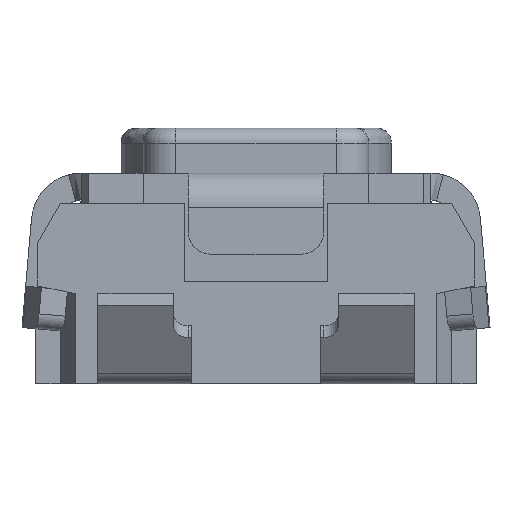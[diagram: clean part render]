
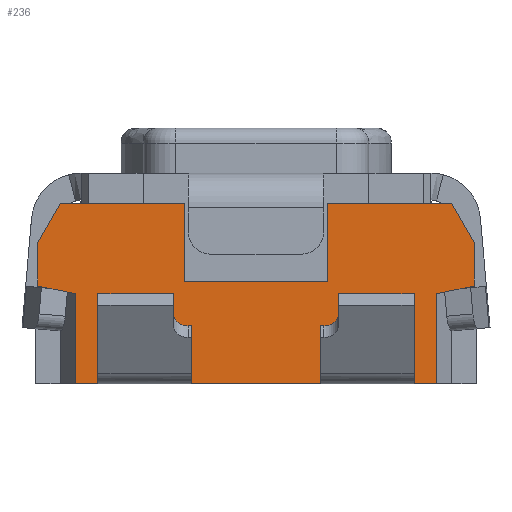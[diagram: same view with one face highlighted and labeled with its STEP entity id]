
A CAD part, left-side view. The second image highlights one B-rep face of the part: STEP entity #236.
In plain terms, the highlighted planar face has unit normal (-1, 0, 0).
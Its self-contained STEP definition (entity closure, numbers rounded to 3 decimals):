
#236=ADVANCED_FACE('NONE',(#722),#723,.F.);
#722=FACE_OUTER_BOUND('',#1309,.T.);
#723=PLANE('',#1310);
#1309=EDGE_LOOP('',(#3225,#3226,#3227,#3228,#3229,#3230,#3231,#3232,#3233,#3234,#3235,#3236,#3237,#3238,#3239,#3240,#3241,#3242,#3243,#3244,#3245,#3246));
#1310=AXIS2_PLACEMENT_3D('',#3247,#3248,#3249);
#3225=ORIENTED_EDGE('',*,*,#4548,.F.);
#3226=ORIENTED_EDGE('',*,*,#4546,.F.);
#3227=ORIENTED_EDGE('',*,*,#4544,.F.);
#3228=ORIENTED_EDGE('',*,*,#4542,.F.);
#3229=ORIENTED_EDGE('',*,*,#4547,.F.);
#3230=ORIENTED_EDGE('',*,*,#4540,.F.);
#3231=ORIENTED_EDGE('',*,*,#4538,.F.);
#3232=ORIENTED_EDGE('',*,*,#4532,.F.);
#3233=ORIENTED_EDGE('',*,*,#4657,.F.);
#3234=ORIENTED_EDGE('',*,*,#4681,.T.);
#3235=ORIENTED_EDGE('',*,*,#4667,.F.);
#3236=ORIENTED_EDGE('',*,*,#4682,.F.);
#3237=ORIENTED_EDGE('',*,*,#4683,.T.);
#3238=ORIENTED_EDGE('',*,*,#4684,.F.);
#3239=ORIENTED_EDGE('',*,*,#4679,.F.);
#3240=ORIENTED_EDGE('',*,*,#4530,.F.);
#3241=ORIENTED_EDGE('',*,*,#4525,.F.);
#3242=ORIENTED_EDGE('',*,*,#4522,.F.);
#3243=ORIENTED_EDGE('',*,*,#4549,.F.);
#3244=ORIENTED_EDGE('',*,*,#4519,.F.);
#3245=ORIENTED_EDGE('',*,*,#4517,.F.);
#3246=ORIENTED_EDGE('',*,*,#4553,.F.);
#3247=CARTESIAN_POINT('',(-3.209,-0.425,-1.7));
#3248=DIRECTION('',(1.0,0.0,0.0));
#3249=DIRECTION('',(0.0,1.0,0.0));
#4517=EDGE_CURVE('NONE',#5641,#5643,#5644,.T.);
#4519=EDGE_CURVE('NONE',#5643,#5408,#5646,.T.);
#4522=EDGE_CURVE('NONE',#5649,#5647,#5651,.T.);
#4525=EDGE_CURVE('NONE',#5647,#5655,#5656,.T.);
#4530=EDGE_CURVE('NONE',#5655,#5660,#5664,.T.);
#4532=EDGE_CURVE('NONE',#5666,#5668,#5669,.T.);
#4538=EDGE_CURVE('NONE',#5668,#5677,#5678,.T.);
#4540=EDGE_CURVE('NONE',#5677,#5680,#5681,.T.);
#4542=EDGE_CURVE('NONE',#5289,#5683,#5684,.T.);
#4544=EDGE_CURVE('NONE',#5683,#5686,#5687,.T.);
#4546=EDGE_CURVE('NONE',#5686,#5290,#5689,.T.);
#4547=EDGE_CURVE('NONE',#5680,#5289,#5690,.T.);
#4548=EDGE_CURVE('NONE',#5290,#5410,#5691,.T.);
#4549=EDGE_CURVE('NONE',#5408,#5649,#5692,.T.);
#4553=EDGE_CURVE('NONE',#5410,#5641,#5696,.T.);
#4657=EDGE_CURVE('NONE',#5853,#5666,#5855,.T.);
#4667=EDGE_CURVE('NONE',#5872,#5874,#5875,.T.);
#4679=EDGE_CURVE('NONE',#5660,#5893,#5894,.T.);
#4681=EDGE_CURVE('NONE',#5853,#5874,#5896,.T.);
#4682=EDGE_CURVE('NONE',#5897,#5872,#5898,.T.);
#4683=EDGE_CURVE('NONE',#5897,#5899,#5900,.T.);
#4684=EDGE_CURVE('NONE',#5893,#5899,#5901,.T.);
#5289=VERTEX_POINT('NONE',#6858);
#5290=VERTEX_POINT('NONE',#6859);
#5408=VERTEX_POINT('NONE',#7068);
#5410=VERTEX_POINT('NONE',#7076);
#5641=VERTEX_POINT('NONE',#7438);
#5643=VERTEX_POINT('NONE',#7440);
#5644=LINE('',#7441,#7442);
#5646=LINE('',#7450,#7451);
#5647=VERTEX_POINT('NONE',#7452);
#5649=VERTEX_POINT('NONE',#7455);
#5651=LINE('',#7458,#7459);
#5655=VERTEX_POINT('NONE',#7465);
#5656=LINE('',#7466,#7467);
#5660=VERTEX_POINT('NONE',#7473);
#5664=LINE('',#7479,#7480);
#5666=VERTEX_POINT('NONE',#7482);
#5668=VERTEX_POINT('NONE',#7485);
#5669=LINE('',#7486,#7487);
#5677=VERTEX_POINT('NONE',#7500);
#5678=LINE('',#7501,#7502);
#5680=VERTEX_POINT('NONE',#7505);
#5681=LINE('',#7506,#7507);
#5683=VERTEX_POINT('NONE',#7510);
#5684=LINE('',#7511,#7512);
#5686=VERTEX_POINT('NONE',#7520);
#5687=LINE('',#7521,#7522);
#5689=LINE('',#7524,#7525);
#5690=LINE('',#7526,#7527);
#5691=LINE('',#7528,#7529);
#5692=LINE('',#7530,#7531);
#5696=LINE('',#7538,#7539);
#5853=VERTEX_POINT('NONE',#7782);
#5855=LINE('',#7785,#7786);
#5872=VERTEX_POINT('NONE',#7809);
#5874=VERTEX_POINT('NONE',#7812);
#5875=LINE('',#7813,#7814);
#5893=VERTEX_POINT('NONE',#7841);
#5894=LINE('',#7842,#7843);
#5896=LINE('',#7846,#7847);
#5897=VERTEX_POINT('NONE',#7848);
#5898=LINE('',#7849,#7850);
#5899=VERTEX_POINT('NONE',#7851);
#5900=LINE('',#7852,#7853);
#5901=LINE('',#7854,#7855);
#6858=CARTESIAN_POINT('',(-3.209,-0.028,-1.7));
#6859=CARTESIAN_POINT('',(-3.209,0.595,-1.7));
#7068=CARTESIAN_POINT('',(-3.209,2.078,-1.7));
#7076=CARTESIAN_POINT('',(-3.209,1.455,-1.7));
#7438=CARTESIAN_POINT('',(-3.209,1.455,-1.541));
#7440=CARTESIAN_POINT('',(-3.209,2.078,-1.541));
#7441=CARTESIAN_POINT('',(-3.209,1.025,-1.541));
#7442=VECTOR('',#8976,1000.0);
#7450=CARTESIAN_POINT('',(-3.209,2.078,-1.1));
#7451=VECTOR('',#8977,1000.0);
#7452=CARTESIAN_POINT('',(-3.209,2.225,-1.1));
#7455=CARTESIAN_POINT('',(-3.209,2.225,-1.7));
#7458=CARTESIAN_POINT('',(-3.209,2.225,-1.1));
#7459=VECTOR('',#8980,1000.0);
#7465=CARTESIAN_POINT('',(-3.209,2.475,-1.05));
#7466=CARTESIAN_POINT('',(-3.209,2.475,-1.05));
#7467=VECTOR('',#8983,1000.0);
#7473=CARTESIAN_POINT('',(-3.209,2.475,-0.76));
#7479=CARTESIAN_POINT('',(-3.209,2.475,-1.1));
#7480=VECTOR('',#8988,1000.0);
#7482=CARTESIAN_POINT('',(-3.209,-0.425,-0.76));
#7485=CARTESIAN_POINT('',(-3.209,-0.425,-1.05));
#7486=CARTESIAN_POINT('',(-3.209,-0.425,-1.1));
#7487=VECTOR('',#8990,1000.0);
#7500=CARTESIAN_POINT('',(-3.209,-0.175,-1.1));
#7501=CARTESIAN_POINT('',(-3.209,-0.175,-1.1));
#7502=VECTOR('',#8996,1000.0);
#7505=CARTESIAN_POINT('',(-3.209,-0.175,-1.7));
#7506=CARTESIAN_POINT('',(-3.209,-0.175,-1.1));
#7507=VECTOR('',#8998,1000.0);
#7510=CARTESIAN_POINT('',(-3.209,-0.028,-1.541));
#7511=CARTESIAN_POINT('',(-3.209,-0.028,-1.1));
#7512=VECTOR('',#9000,1000.0);
#7520=CARTESIAN_POINT('',(-3.209,0.595,-1.541));
#7521=CARTESIAN_POINT('',(-3.209,1.025,-1.541));
#7522=VECTOR('',#9001,1000.0);
#7524=CARTESIAN_POINT('',(-3.209,0.595,-1.1));
#7525=VECTOR('',#9005,1000.0);
#7526=CARTESIAN_POINT('',(-3.209,1.025,-1.7));
#7527=VECTOR('',#9006,1000.0);
#7528=CARTESIAN_POINT('',(-3.209,1.025,-1.7));
#7529=VECTOR('',#9007,1000.0);
#7530=CARTESIAN_POINT('',(-3.209,1.025,-1.7));
#7531=VECTOR('',#9008,1000.0);
#7538=CARTESIAN_POINT('',(-3.209,1.455,-1.1));
#7539=VECTOR('',#9012,1000.0);
#7782=CARTESIAN_POINT('',(-3.209,-0.275,-0.5));
#7785=CARTESIAN_POINT('',(-3.209,-0.275,-0.5));
#7786=VECTOR('',#9148,1000.0);
#7809=CARTESIAN_POINT('',(-3.209,0.55,-1.02));
#7812=CARTESIAN_POINT('',(-3.209,0.55,-0.5));
#7813=CARTESIAN_POINT('',(-3.209,0.55,-1.1));
#7814=VECTOR('',#9162,1000.0);
#7841=CARTESIAN_POINT('',(-3.209,2.325,-0.5));
#7842=CARTESIAN_POINT('',(-3.209,2.475,-0.76));
#7843=VECTOR('',#9178,1000.0);
#7846=CARTESIAN_POINT('',(-3.209,0.138,-0.5));
#7847=VECTOR('',#9180,1000.0);
#7848=CARTESIAN_POINT('',(-3.209,1.5,-1.02));
#7849=CARTESIAN_POINT('',(-3.209,1.025,-1.02));
#7850=VECTOR('',#9181,1000.0);
#7851=CARTESIAN_POINT('',(-3.209,1.5,-0.5));
#7852=CARTESIAN_POINT('',(-3.209,1.5,-0.76));
#7853=VECTOR('',#9182,1000.0);
#7854=CARTESIAN_POINT('',(-3.209,1.913,-0.5));
#7855=VECTOR('',#9183,1000.0);
#8976=DIRECTION('',(0.0,1.0,0.0));
#8977=DIRECTION('',(-0.0,-0.0,-1.0));
#8980=DIRECTION('',(0.0,0.0,1.0));
#8983=DIRECTION('',(-0.0,0.981,0.196));
#8988=DIRECTION('',(0.0,0.0,1.0));
#8990=DIRECTION('',(-0.0,-0.0,-1.0));
#8996=DIRECTION('',(-0.0,0.981,-0.196));
#8998=DIRECTION('',(-0.0,-0.0,-1.0));
#9000=DIRECTION('',(0.0,0.0,1.0));
#9001=DIRECTION('',(0.0,1.0,0.0));
#9005=DIRECTION('',(-0.0,-0.0,-1.0));
#9006=DIRECTION('',(0.0,1.0,0.0));
#9007=DIRECTION('',(0.0,1.0,0.0));
#9008=DIRECTION('',(0.0,1.0,0.0));
#9012=DIRECTION('',(0.0,0.0,1.0));
#9148=DIRECTION('',(0.0,-0.5,-0.866));
#9162=DIRECTION('',(0.0,0.0,1.0));
#9178=DIRECTION('',(0.0,-0.5,0.866));
#9180=DIRECTION('',(-0.0,1.0,-0.0));
#9181=DIRECTION('',(-0.0,-1.0,-0.0));
#9182=DIRECTION('',(0.0,0.0,1.0));
#9183=DIRECTION('',(-0.0,-1.0,-0.0));
